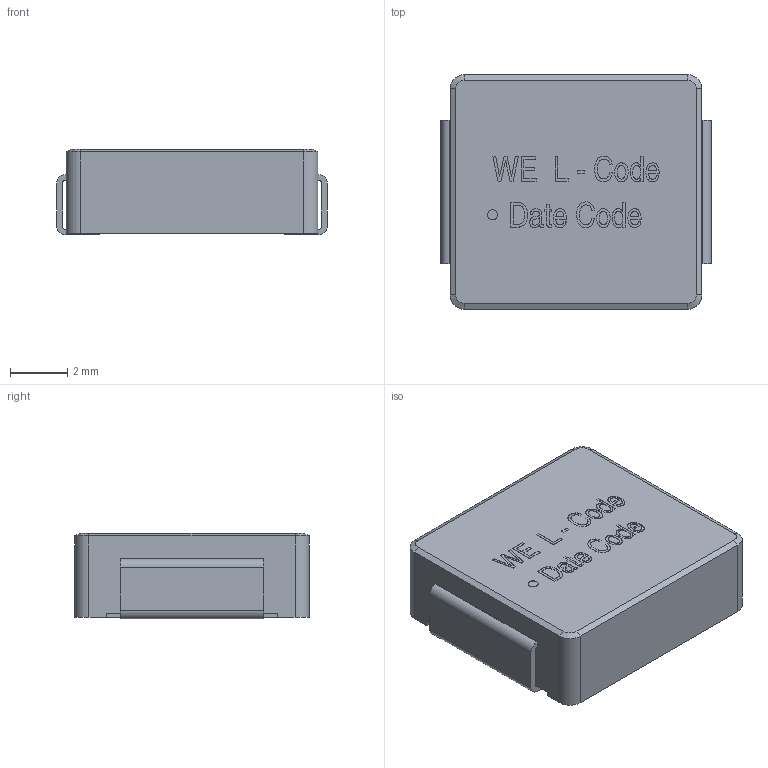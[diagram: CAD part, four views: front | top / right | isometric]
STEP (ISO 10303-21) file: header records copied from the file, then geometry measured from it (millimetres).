
FILE_DESCRIPTION(/* description */ ('Unknown'),/* implementation_level */ '2;1');
FILE_NAME(/* name */ 'IndLHMI_8030',/* time_stamp */ '2023-10-19T12:53:42+02:00',/* author */ ('Unknown'),/* organization */ ('Unknown'),/* preprocessor_version */ 'ST-DEVELOPER v16.7',/* originating_system */ 'Solid Edge',/* authorisation */ 'Unknown');
FILE_SCHEMA (('AUTOMOTIVE_DESIGN {1 0 10303 214 3 1 1}'));
Length unit declared in the file: millimetre
Products named in the file (3): IndLHMI_8030; pin; base
Assembly tree (2 placements, depth 2):
  IndLHMI_8030
    pin
    base
Bounding box: 9.45 x 8.2 x 3 mm (x, y, z)
Volume: 214.7 mm3; surface area: 493.9 mm2
Topology: 2 solids, 2 shells, 183 faces, 451 edges, 298 vertices
Faces by surface type: plane 135, bspline 31, cylinder 13, cone 4
Full cylindrical faces by diameter (mm): 0.35 x1
Entity records: 8335 total; most frequent: CARTESIAN_POINT 3295, ORIENTED_EDGE 888, DIRECTION 576, EDGE_CURVE 444, VERTEX_POINT 298, EDGE_LOOP 218, FACE_BOUND 218, B_SPLINE_CURVE_WITH_KNOTS 208
